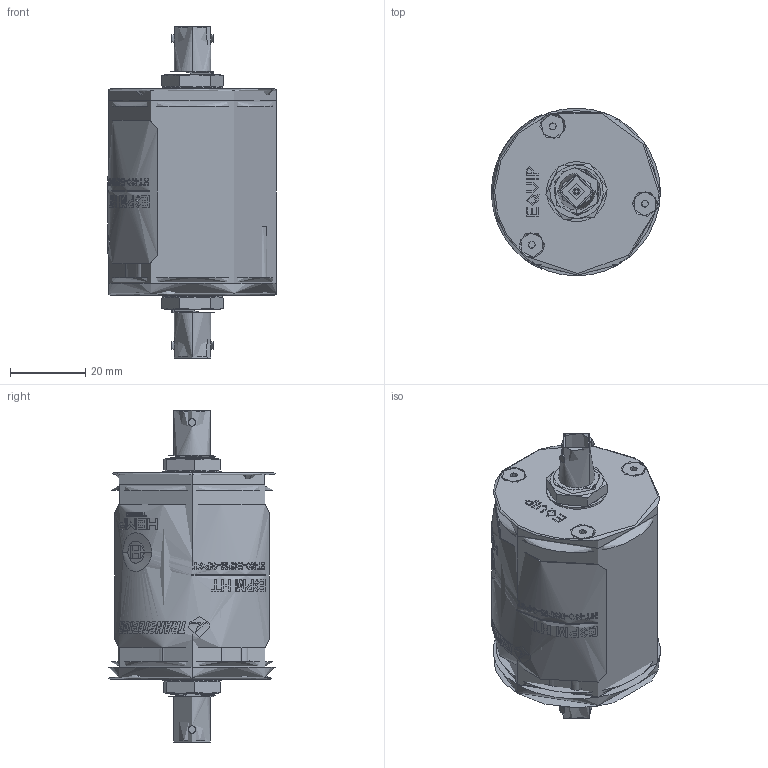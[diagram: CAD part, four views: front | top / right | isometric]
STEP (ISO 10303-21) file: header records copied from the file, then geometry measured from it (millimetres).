
FILE_DESCRIPTION (( 'STEP AP214' ), '1' );
FILE_NAME ('HT-NO-E3PM-GPST-E.STEP', '2019-01-17T21:27:05', ( '' ), ( '' ), 'SwSTEP 2.0', 'SolidWorks 2018', '' );
FILE_SCHEMA (( 'AUTOMOTIVE_DESIGN' ));
Length unit declared in the file: inch
Products named in the file (54): 2103-221; 2021-343-X^2021-343; 2100-126; 2500-559; 2100-124; 2001-368; 2103-180; 2103-180_98019A309; 2103-108; 2102-417; 2102-265; HT-NO-E3PM-GPST-E; 2021-345; 2100-346; 2001-369; 2001-367; 2107-307; 2003-3453; 2021-343; 2021-344
Assembly tree (55 placements, depth 3):
  2103-221
  2021-343-X^2021-343
  2500-559
  2001-368
  2103-180
Bounding box: 44.73 x 44.45 x 87.99 mm (x, y, z)
Volume: 54579.2 mm3; surface area: 37941.2 mm2
Topology: 33 solids, 33 shells, 2812 faces, 7702 edges, 5091 vertices
Faces by surface type: cylinder 1141, bspline 759, plane 692, cone 192, torus 24, sphere 4
Entity records: 105552 total; most frequent: CARTESIAN_POINT 64521, ORIENTED_EDGE 8878, DIRECTION 5609, EDGE_CURVE 4439, VERTEX_POINT 2937, AXIS2_PLACEMENT_3D 2056, EDGE_LOOP 1768, FACE_OUTER_BOUND 1632
